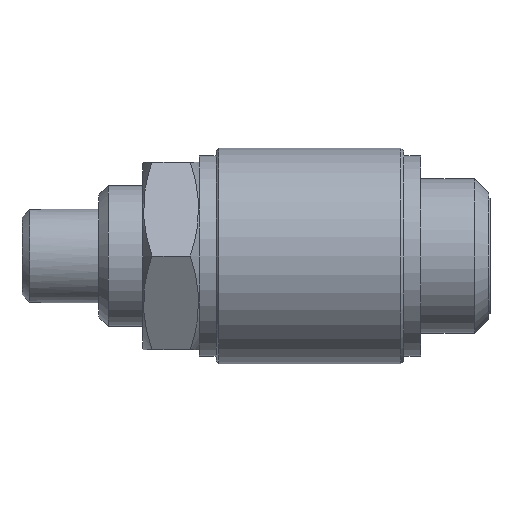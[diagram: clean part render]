
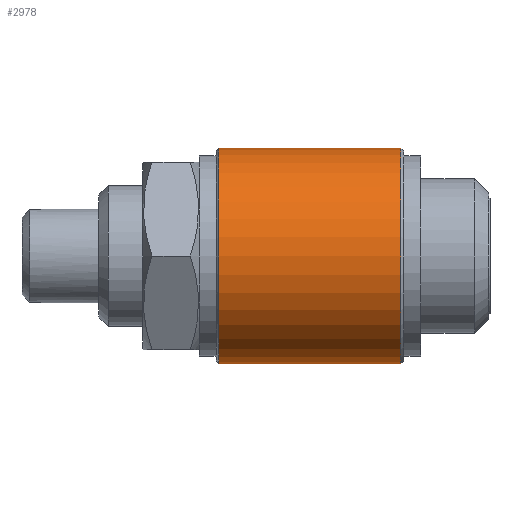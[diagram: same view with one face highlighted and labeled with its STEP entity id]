
A CAD part, left-side view. The second image highlights one B-rep face of the part: STEP entity #2978.
In plain terms, the highlighted cylindrical face has radius 11.5 mm (diameter 23 mm), a partial arc.
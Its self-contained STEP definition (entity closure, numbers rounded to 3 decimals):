
#209 = CARTESIAN_POINT ( 'NONE',  ( 0., 9.8, 11.5 ) ) ;
#440 = CARTESIAN_POINT ( 'NONE',  ( 0., 9.8, -11.5 ) ) ;
#530 = DIRECTION ( 'NONE',  ( 0., -1., 0. ) ) ;
#531 = VECTOR ( 'NONE', #530, 1000. ) ;
#532 = CARTESIAN_POINT ( 'NONE',  ( 0., 9.619, 11.5 ) ) ;
#533 = LINE ( 'NONE', #532, #531 ) ;
#629 = CARTESIAN_POINT ( 'NONE',  ( 0., 29.2, 11.5 ) ) ;
#688 = CARTESIAN_POINT ( 'NONE',  ( 0., 9.619, -11.5 ) ) ;
#713 = LINE ( 'NONE', #688, #744 ) ;
#744 = VECTOR ( 'NONE', #753, 1000. ) ;
#753 = DIRECTION ( 'NONE',  ( 0., -1., 0. ) ) ;
#769 = CARTESIAN_POINT ( 'NONE',  ( 0., 29.2, -11.5 ) ) ;
#861 = DIRECTION ( 'NONE',  ( 0., 0., -1. ) ) ;
#862 = DIRECTION ( 'NONE',  ( 0., -1., 0. ) ) ;
#863 = CARTESIAN_POINT ( 'NONE',  ( 0., 29.2, 0. ) ) ;
#864 = AXIS2_PLACEMENT_3D ( 'NONE', #863, #862, #861 ) ;
#865 = CIRCLE ( 'NONE', #864, 11.5 ) ;
#940 = CYLINDRICAL_SURFACE ( 'NONE', #974, 11.5 ) ;
#971 = DIRECTION ( 'NONE',  ( 0., 0., -1. ) ) ;
#972 = DIRECTION ( 'NONE',  ( 0., -1., 0. ) ) ;
#973 = CARTESIAN_POINT ( 'NONE',  ( 0., 9.619, 0. ) ) ;
#974 = AXIS2_PLACEMENT_3D ( 'NONE', #973, #972, #971 ) ;
#982 = DIRECTION ( 'NONE',  ( 0., 0., -1. ) ) ;
#983 = DIRECTION ( 'NONE',  ( 0., -1., 0. ) ) ;
#984 = CARTESIAN_POINT ( 'NONE',  ( 0., 9.8, 0. ) ) ;
#985 = AXIS2_PLACEMENT_3D ( 'NONE', #984, #983, #982 ) ;
#986 = CIRCLE ( 'NONE', #985, 11.5 ) ;
#987 = FACE_OUTER_BOUND ( 'NONE', #2966, .T. ) ;
#2613 = VERTEX_POINT ( 'NONE', #209 ) ;
#2696 = VERTEX_POINT ( 'NONE', #440 ) ;
#2757 = EDGE_CURVE ( 'NONE', #2785, #2613, #533, .T. ) ;
#2785 = VERTEX_POINT ( 'NONE', #629 ) ;
#2806 = EDGE_CURVE ( 'NONE', #2814, #2696, #713, .T. ) ;
#2814 = VERTEX_POINT ( 'NONE', #769 ) ;
#2934 = EDGE_CURVE ( 'NONE', #2785, #2814, #865, .T. ) ;
#2936 = ORIENTED_EDGE ( 'NONE', *, *, #2973, .F. ) ;
#2937 = ORIENTED_EDGE ( 'NONE', *, *, #2757, .F. ) ;
#2962 = ORIENTED_EDGE ( 'NONE', *, *, #2806, .T. ) ;
#2963 = ORIENTED_EDGE ( 'NONE', *, *, #2934, .T. ) ;
#2966 = EDGE_LOOP ( 'NONE', ( #2937, #2963, #2962, #2936 ) ) ;
#2973 = EDGE_CURVE ( 'NONE', #2613, #2696, #986, .T. ) ;
#2978 = ADVANCED_FACE ( 'NONE', ( #987 ), #940, .T. ) ;
